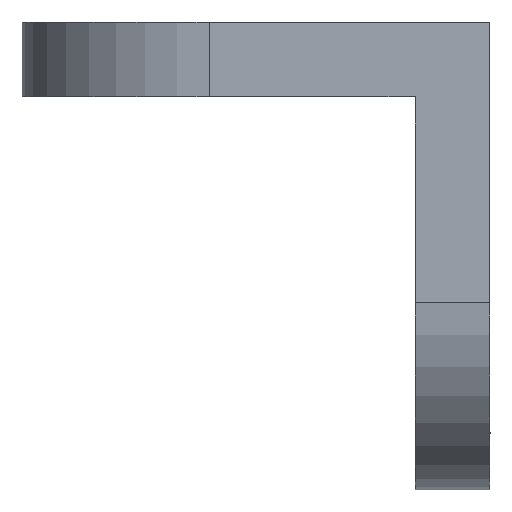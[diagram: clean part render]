
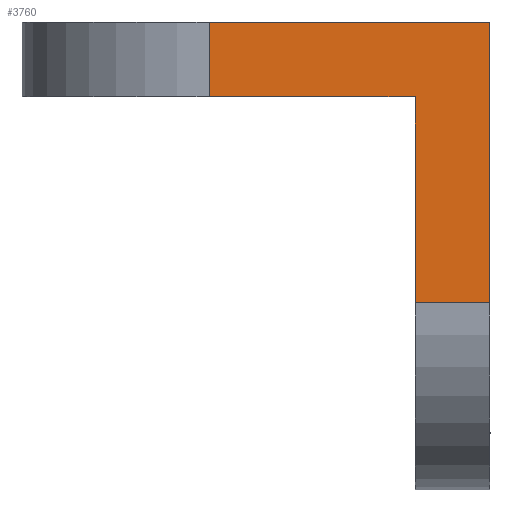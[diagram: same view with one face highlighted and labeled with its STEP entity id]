
A CAD part, left-side view. The second image highlights one B-rep face of the part: STEP entity #3760.
In plain terms, the highlighted planar face has unit normal (-1, 0, 0).
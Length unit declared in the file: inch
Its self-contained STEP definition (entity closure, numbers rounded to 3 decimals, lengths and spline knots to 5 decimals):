
#25 = AXIS2_PLACEMENT_3D ( 'NONE', #12791, #10954, #9540 ) ;
#547 = DIRECTION ( 'NONE',  ( 0., 1., 0. ) ) ;
#594 = ORIENTED_EDGE ( 'NONE', *, *, #20002, .F. ) ;
#1313 = EDGE_CURVE ( 'NONE', #7074, #11533, #5542, .T. ) ;
#1834 = FACE_OUTER_BOUND ( 'NONE', #16669, .T. ) ;
#2080 = CARTESIAN_POINT ( 'NONE',  ( -0.5, -1.25, 0.75 ) ) ;
#2183 = EDGE_CURVE ( 'NONE', #11533, #9289, #7130, .T. ) ;
#3457 = CARTESIAN_POINT ( 'NONE',  ( -0.5, 0.75, 0.55 ) ) ;
#3735 = EDGE_CURVE ( 'NONE', #14757, #16218, #18362, .T. ) ;
#3760 = ADVANCED_FACE ( 'NONE', ( #1834 ), #6408, .F. ) ;
#4879 = VECTOR ( 'NONE', #9472, 39.37008 ) ;
#5542 = LINE ( 'NONE', #15955, #11055 ) ;
#5631 = VECTOR ( 'NONE', #547, 39.37008 ) ;
#5979 = CARTESIAN_POINT ( 'NONE',  ( -0.5, 0.75, 0.55 ) ) ;
#6168 = EDGE_CURVE ( 'NONE', #16218, #13229, #20379, .T. ) ;
#6408 = PLANE ( 'NONE',  #25 ) ;
#6445 = ORIENTED_EDGE ( 'NONE', *, *, #14993, .F. ) ;
#7074 = VERTEX_POINT ( 'NONE', #7246 ) ;
#7130 = LINE ( 'NONE', #2080, #5631 ) ;
#7246 = CARTESIAN_POINT ( 'NONE',  ( -0.5, 0., 0. ) ) ;
#7389 = VECTOR ( 'NONE', #19156, 39.37008 ) ;
#7531 = CARTESIAN_POINT ( 'NONE',  ( -0.5, 0.75, 0.75 ) ) ;
#7605 = CARTESIAN_POINT ( 'NONE',  ( -0.5, 0.2, 0. ) ) ;
#9289 = VERTEX_POINT ( 'NONE', #7531 ) ;
#9472 = DIRECTION ( 'NONE',  ( 0., -1., 0. ) ) ;
#9501 = ORIENTED_EDGE ( 'NONE', *, *, #2183, .T. ) ;
#9540 = DIRECTION ( 'NONE',  ( 0., 0., -1. ) ) ;
#10841 = CARTESIAN_POINT ( 'NONE',  ( -0.5, -1.25, 0. ) ) ;
#10954 = DIRECTION ( 'NONE',  ( 1., 0., 0. ) ) ;
#11055 = VECTOR ( 'NONE', #14329, 39.37008 ) ;
#11244 = CARTESIAN_POINT ( 'NONE',  ( -0.5, 0.2, 0.55 ) ) ;
#11533 = VERTEX_POINT ( 'NONE', #12011 ) ;
#11645 = LINE ( 'NONE', #10841, #7389 ) ;
#12011 = CARTESIAN_POINT ( 'NONE',  ( -0.5, 0., 0.75 ) ) ;
#12791 = CARTESIAN_POINT ( 'NONE',  ( -0.5, -1.25, 0. ) ) ;
#13229 = VERTEX_POINT ( 'NONE', #7605 ) ;
#13338 = VECTOR ( 'NONE', #20327, 39.37008 ) ;
#13381 = VECTOR ( 'NONE', #17090, 39.37008 ) ;
#14329 = DIRECTION ( 'NONE',  ( 0., 0., 1. ) ) ;
#14757 = VERTEX_POINT ( 'NONE', #3457 ) ;
#14993 = EDGE_CURVE ( 'NONE', #14757, #9289, #16924, .T. ) ;
#15137 = ORIENTED_EDGE ( 'NONE', *, *, #3735, .T. ) ;
#15955 = CARTESIAN_POINT ( 'NONE',  ( -0.5, 0., 0. ) ) ;
#16218 = VERTEX_POINT ( 'NONE', #11244 ) ;
#16669 = EDGE_LOOP ( 'NONE', ( #594, #19965, #9501, #6445, #15137, #17896 ) ) ;
#16924 = LINE ( 'NONE', #5979, #13381 ) ;
#17090 = DIRECTION ( 'NONE',  ( 0., 0., 1. ) ) ;
#17503 = CARTESIAN_POINT ( 'NONE',  ( -0.5, 0., 0.55 ) ) ;
#17896 = ORIENTED_EDGE ( 'NONE', *, *, #6168, .T. ) ;
#18362 = LINE ( 'NONE', #17503, #4879 ) ;
#19156 = DIRECTION ( 'NONE',  ( 0., 1., 0. ) ) ;
#19965 = ORIENTED_EDGE ( 'NONE', *, *, #1313, .T. ) ;
#20002 = EDGE_CURVE ( 'NONE', #7074, #13229, #11645, .T. ) ;
#20057 = CARTESIAN_POINT ( 'NONE',  ( -0.5, 0.2, 0. ) ) ;
#20327 = DIRECTION ( 'NONE',  ( 0., 0., -1. ) ) ;
#20379 = LINE ( 'NONE', #20057, #13338 ) ;
